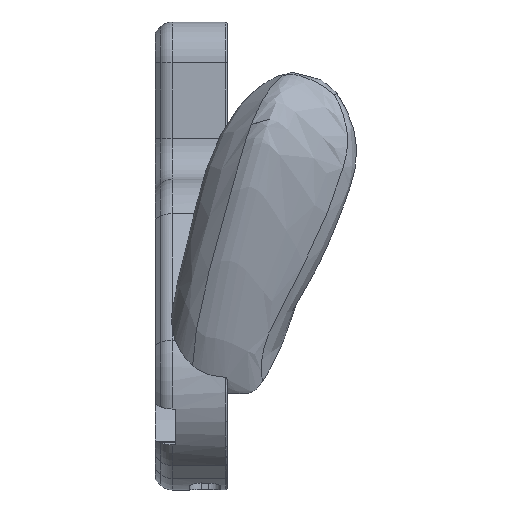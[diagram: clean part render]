
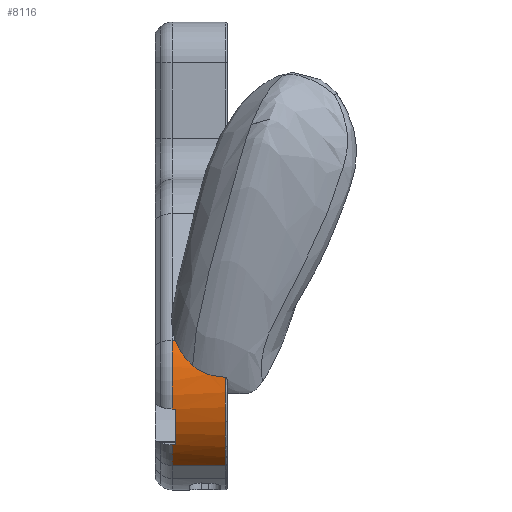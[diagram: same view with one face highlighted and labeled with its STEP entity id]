
A CAD part, left-side view. The second image highlights one B-rep face of the part: STEP entity #8116.
In plain terms, the highlighted cylindrical face has radius 22.945 mm (diameter 45.89 mm), a partial arc.
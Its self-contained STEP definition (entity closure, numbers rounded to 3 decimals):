
#74=B_SPLINE_CURVE_WITH_KNOTS('',3,(#13365,#13366,#13367,#13368),
 .UNSPECIFIED.,.F.,.F.,(4,4),(-0.101,-0.05),
 .UNSPECIFIED.);
#75=B_SPLINE_CURVE_WITH_KNOTS('',3,(#13370,#13371,#13372,#13373,#13374,
#13375),.UNSPECIFIED.,.F.,.F.,(4,2,4),(0.,0.327,0.676),
 .UNSPECIFIED.);
#76=B_SPLINE_CURVE_WITH_KNOTS('',3,(#13377,#13378,#13379,#13380,#13381,
#13382),.UNSPECIFIED.,.F.,.F.,(4,2,4),(0.,0.597,1.001),
 .UNSPECIFIED.);
#547=FACE_OUTER_BOUND('',#1053,.T.);
#1053=EDGE_LOOP('',(#6214,#6215,#6216,#6217,#6218,#6219,#6220,#6221,#6222,
#6223,#6224));
#1655=LINE('',#13103,#2311);
#1656=LINE('',#13139,#2312);
#1690=LINE('',#13361,#2346);
#1692=LINE('',#13383,#2348);
#2311=VECTOR('',#10395,10.);
#2312=VECTOR('',#10398,10.);
#2346=VECTOR('',#10578,10.);
#2348=VECTOR('',#10582,10.);
#2902=CIRCLE('',#8782,22.945);
#2903=CIRCLE('',#8784,22.945);
#2933=CIRCLE('',#8829,22.945);
#2941=CIRCLE('',#8851,22.945);
#3594=VERTEX_POINT('',#13100);
#3595=VERTEX_POINT('',#13102);
#3598=VERTEX_POINT('',#13125);
#3599=VERTEX_POINT('',#13138);
#3602=VERTEX_POINT('',#13153);
#3603=VERTEX_POINT('',#13162);
#3604=VERTEX_POINT('',#13166);
#3633=VERTEX_POINT('',#13270);
#3651=VERTEX_POINT('',#13364);
#3652=VERTEX_POINT('',#13369);
#3653=VERTEX_POINT('',#13376);
#4519=EDGE_CURVE('',#3595,#3594,#1655,.T.);
#4524=EDGE_CURVE('',#3599,#3598,#1656,.T.);
#4531=EDGE_CURVE('',#3602,#3598,#2902,.T.);
#4532=EDGE_CURVE('',#3595,#3603,#2903,.T.);
#4578=EDGE_CURVE('',#3633,#3604,#2933,.T.);
#4608=EDGE_CURVE('',#3602,#3604,#1690,.T.);
#4610=EDGE_CURVE('',#3651,#3633,#74,.T.);
#4611=EDGE_CURVE('',#3651,#3652,#75,.T.);
#4612=EDGE_CURVE('',#3652,#3653,#76,.T.);
#4613=EDGE_CURVE('',#3653,#3603,#1692,.T.);
#4614=EDGE_CURVE('',#3594,#3599,#2941,.T.);
#6214=ORIENTED_EDGE('',*,*,#4524,.T.);
#6215=ORIENTED_EDGE('',*,*,#4531,.F.);
#6216=ORIENTED_EDGE('',*,*,#4608,.T.);
#6217=ORIENTED_EDGE('',*,*,#4578,.F.);
#6218=ORIENTED_EDGE('',*,*,#4610,.F.);
#6219=ORIENTED_EDGE('',*,*,#4611,.T.);
#6220=ORIENTED_EDGE('',*,*,#4612,.T.);
#6221=ORIENTED_EDGE('',*,*,#4613,.T.);
#6222=ORIENTED_EDGE('',*,*,#4532,.F.);
#6223=ORIENTED_EDGE('',*,*,#4519,.T.);
#6224=ORIENTED_EDGE('',*,*,#4614,.T.);
#7786=CYLINDRICAL_SURFACE('',#8850,22.945);
#8116=ADVANCED_FACE('',(#547),#7786,.T.);
#8782=AXIS2_PLACEMENT_3D('',#13160,#10411,#10412);
#8784=AXIS2_PLACEMENT_3D('',#13163,#10415,#10416);
#8829=AXIS2_PLACEMENT_3D('',#13289,#10518,#10519);
#8850=AXIS2_PLACEMENT_3D('',#13363,#10580,#10581);
#8851=AXIS2_PLACEMENT_3D('',#13384,#10583,#10584);
#10395=DIRECTION('',(0.,-1.,0.));
#10398=DIRECTION('',(0.,1.,0.));
#10411=DIRECTION('center_axis',(0.,1.,0.));
#10412=DIRECTION('ref_axis',(-0.96,0.,-0.281));
#10415=DIRECTION('center_axis',(0.,1.,0.));
#10416=DIRECTION('ref_axis',(-0.96,0.,-0.281));
#10518=DIRECTION('center_axis',(0.,-1.,0.));
#10519=DIRECTION('ref_axis',(-0.881,0.,-0.473));
#10578=DIRECTION('',(0.,-1.,0.));
#10580=DIRECTION('center_axis',(0.,-1.,0.));
#10581=DIRECTION('ref_axis',(-1.,0.,0.));
#10582=DIRECTION('',(0.,1.,0.));
#10583=DIRECTION('center_axis',(0.,-1.,0.));
#10584=DIRECTION('ref_axis',(-1.,0.,0.));
#13100=CARTESIAN_POINT('',(-60.12,9.,-37.598));
#13102=CARTESIAN_POINT('',(-60.12,9.843,-37.598));
#13103=CARTESIAN_POINT('',(-60.12,14.,-37.598));
#13125=CARTESIAN_POINT('',(-55.425,9.843,-46.428));
#13138=CARTESIAN_POINT('',(-55.425,9.,-46.428));
#13139=CARTESIAN_POINT('',(-55.425,14.,-46.428));
#13153=CARTESIAN_POINT('',(-49.202,9.843,-51.524));
#13160=CARTESIAN_POINT('Origin',(-38.,9.843,-31.5));
#13162=CARTESIAN_POINT('',(-58.237,9.843,-20.686));
#13163=CARTESIAN_POINT('Origin',(-38.,9.843,-31.5));
#13166=CARTESIAN_POINT('',(-49.202,-3.2,-51.524));
#13270=CARTESIAN_POINT('',(-60.881,-3.2,-29.784));
#13289=CARTESIAN_POINT('Origin',(-38.,-3.2,-31.5));
#13361=CARTESIAN_POINT('',(-49.202,-2.7,-51.524));
#13363=CARTESIAN_POINT('Origin',(-38.,14.,-31.5));
#13364=CARTESIAN_POINT('',(-60.879,-2.7,-29.76));
#13365=CARTESIAN_POINT('Ctrl Pts',(-60.879,-2.7,
-29.76));
#13366=CARTESIAN_POINT('Ctrl Pts',(-60.879,-2.867,-29.77));
#13367=CARTESIAN_POINT('Ctrl Pts',(-60.88,-3.033,
-29.778));
#13368=CARTESIAN_POINT('Ctrl Pts',(-60.881,-3.2,
-29.784));
#13369=CARTESIAN_POINT('',(-60.477,4.822,-26.888));
#13370=CARTESIAN_POINT('Ctrl Pts',(-60.879,-2.7,
-29.76));
#13371=CARTESIAN_POINT('Ctrl Pts',(-60.874,-1.612,
-29.693));
#13372=CARTESIAN_POINT('Ctrl Pts',(-60.864,-0.342,
-29.522));
#13373=CARTESIAN_POINT('Ctrl Pts',(-60.763,2.415,-28.578));
#13374=CARTESIAN_POINT('Ctrl Pts',(-60.673,3.678,-27.846));
#13375=CARTESIAN_POINT('Ctrl Pts',(-60.477,4.822,-26.888));
#13376=CARTESIAN_POINT('',(-58.237,9.094,-20.686));
#13377=CARTESIAN_POINT('Ctrl Pts',(-60.477,4.822,-26.888));
#13378=CARTESIAN_POINT('Ctrl Pts',(-60.217,6.335,-25.623));
#13379=CARTESIAN_POINT('Ctrl Pts',(-59.812,7.287,-24.27));
#13380=CARTESIAN_POINT('Ctrl Pts',(-59.041,8.412,-22.309));
#13381=CARTESIAN_POINT('Ctrl Pts',(-58.669,8.789,-21.496));
#13382=CARTESIAN_POINT('Ctrl Pts',(-58.237,9.094,-20.686));
#13383=CARTESIAN_POINT('',(-58.237,-2.7,-20.686));
#13384=CARTESIAN_POINT('Origin',(-38.,9.,-31.5));
